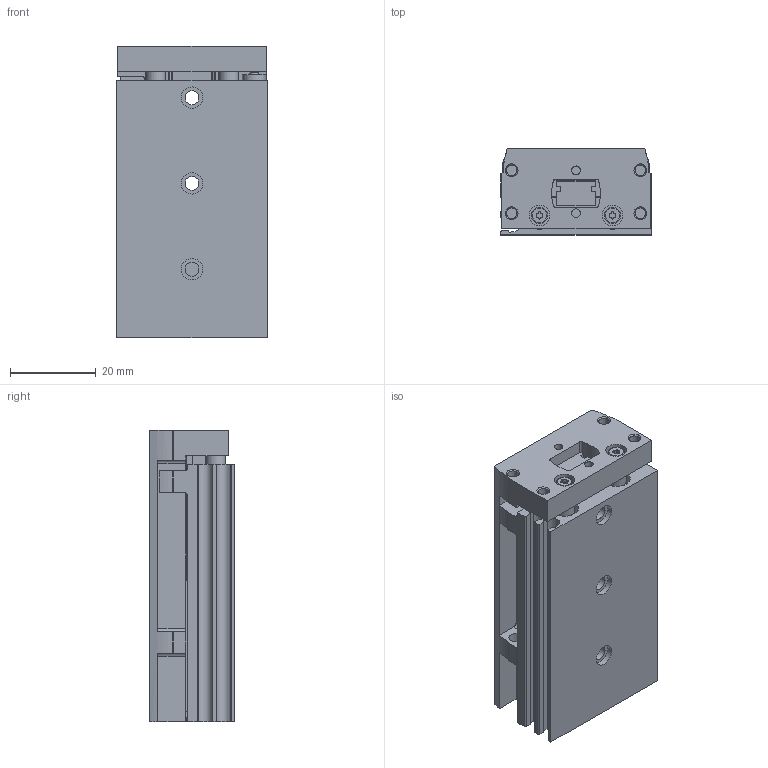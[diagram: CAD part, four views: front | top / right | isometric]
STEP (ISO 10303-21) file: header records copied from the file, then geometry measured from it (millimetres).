
FILE_DESCRIPTION(/* description */ ('STEP AP214'),/* implementation_level */ '2;1');
FILE_NAME(/* name */ '8078830_DGST-6-30-E1A',/* time_stamp */ '2024-08-16T07:52:58+02:00',/* author */ ('License CC BY-ND 4.0'),/* organization */ ('CADENAS'),/* preprocessor_version */ 'ST-DEVELOPER v19.3',/* originating_system */ 'PARTsolutions',/* authorisation */ ' ');
FILE_SCHEMA (('AUTOMOTIVE_DESIGN {1 0 10303 214 3 1 1}'));
Length unit declared in the file: millimetre
Products named in the file (3): 8078830 DGST-6-30-E1A---(0-high); 8073891 DGST-6-30---E1---(mechanical-high)h; 8073891 DGST-6-30---(mechanical-high)s
Assembly tree (2 placements, depth 2):
  8078830 DGST-6-30-E1A---(0-high)
    8073891 DGST-6-30---E1---(mechanical-high)h
    8073891 DGST-6-30---(mechanical-high)s
Bounding box: 35 x 20 x 68 mm (x, y, z)
Volume: 35177.9 mm3; surface area: 21538.3 mm2
Topology: 2 solids, 2 shells, 407 faces, 989 edges, 647 vertices
Faces by surface type: cylinder 204, plane 170, cone 23, torus 10
Full cylindrical faces by diameter (mm): 2 x2, 2.459 x12, 2.8 x1, 3 x4, 3.242 x3, 3.459 x2, 3.8 x2, 4.6 x2, 4.8 x2, 5 x5, 5.5 x5, 6 x18
Entity records: 12942 total; most frequent: DIRECTION 2153, CARTESIAN_POINT 1977, ORIENTED_EDGE 1794, EDGE_CURVE 897, AXIS2_PLACEMENT_3D 854, VERTEX_POINT 646, EDGE_LOOP 575, FACE_BOUND 575
